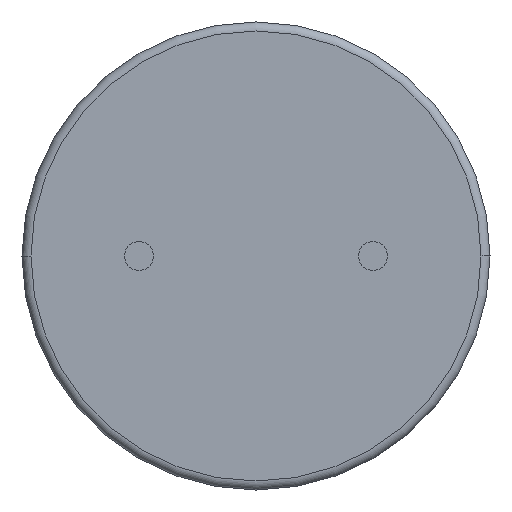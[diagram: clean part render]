
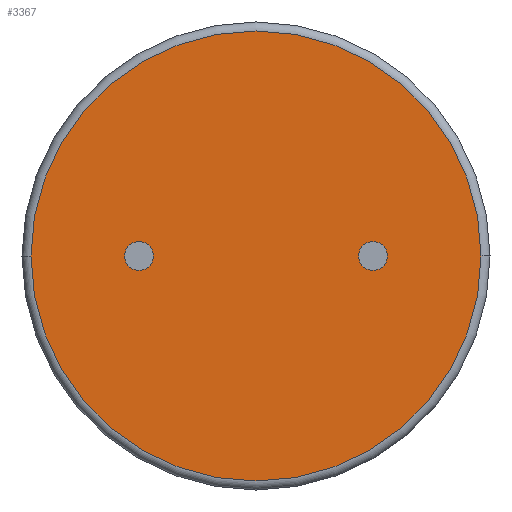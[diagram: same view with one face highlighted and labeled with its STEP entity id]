
A CAD part, front view. The second image highlights one B-rep face of the part: STEP entity #3367.
In plain terms, the highlighted planar face has unit normal (0, -1, 0).
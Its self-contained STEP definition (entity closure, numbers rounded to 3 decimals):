
#24 = VERTEX_POINT ( 'NONE', #4909 ) ;
#286 = AXIS2_PLACEMENT_3D ( 'NONE', #1996, #677, #5492 ) ;
#472 = DIRECTION ( 'NONE',  ( 0., -1., 0. ) ) ;
#615 = CIRCLE ( 'NONE', #6668, 6.25 ) ;
#677 = DIRECTION ( 'NONE',  ( 0., -1., 0. ) ) ;
#841 = CARTESIAN_POINT ( 'NONE',  ( -3.25, 0., 0. ) ) ;
#949 = PLANE ( 'NONE',  #1324 ) ;
#1031 = EDGE_CURVE ( 'NONE', #7007, #2181, #4286, .T. ) ;
#1316 = CARTESIAN_POINT ( 'NONE',  ( -6.25, 0., 0. ) ) ;
#1324 = AXIS2_PLACEMENT_3D ( 'NONE', #1631, #5787, #3444 ) ;
#1418 = DIRECTION ( 'NONE',  ( 0., -1., 0. ) ) ;
#1518 = CARTESIAN_POINT ( 'NONE',  ( 3.25, 0., 0. ) ) ;
#1536 = AXIS2_PLACEMENT_3D ( 'NONE', #1518, #1418, #5730 ) ;
#1631 = CARTESIAN_POINT ( 'NONE',  ( 0., 0., 0. ) ) ;
#1996 = CARTESIAN_POINT ( 'NONE',  ( -3.25, 0., 0. ) ) ;
#2125 = CARTESIAN_POINT ( 'NONE',  ( -2.85, 0., 0. ) ) ;
#2181 = VERTEX_POINT ( 'NONE', #1316 ) ;
#2257 = CARTESIAN_POINT ( 'NONE',  ( 0., 0., 0. ) ) ;
#2326 = AXIS2_PLACEMENT_3D ( 'NONE', #2257, #472, #2897 ) ;
#2897 = DIRECTION ( 'NONE',  ( -1., 0., 0. ) ) ;
#3114 = VERTEX_POINT ( 'NONE', #2125 ) ;
#3171 = EDGE_CURVE ( 'NONE', #3114, #5566, #4067, .T. ) ;
#3223 = DIRECTION ( 'NONE',  ( 0., -1., 0. ) ) ;
#3367 = ADVANCED_FACE ( 'NONE', ( #3970, #7352, #7172 ), #949, .F. ) ;
#3444 = DIRECTION ( 'NONE',  ( -1., 0., 0. ) ) ;
#3600 = CARTESIAN_POINT ( 'NONE',  ( 3.25, 0., 0. ) ) ;
#3623 = DIRECTION ( 'NONE',  ( 0., -1., 0. ) ) ;
#3675 = EDGE_CURVE ( 'NONE', #24, #3889, #6607, .T. ) ;
#3678 = ORIENTED_EDGE ( 'NONE', *, *, #3675, .F. ) ;
#3889 = VERTEX_POINT ( 'NONE', #5519 ) ;
#3890 = DIRECTION ( 'NONE',  ( -1., 0., 0. ) ) ;
#3970 = FACE_OUTER_BOUND ( 'NONE', #6123, .T. ) ;
#3974 = ORIENTED_EDGE ( 'NONE', *, *, #5203, .F. ) ;
#4045 = ORIENTED_EDGE ( 'NONE', *, *, #4633, .F. ) ;
#4067 = CIRCLE ( 'NONE', #4690, 0.4 ) ;
#4281 = CARTESIAN_POINT ( 'NONE',  ( -3.65, 0., 0. ) ) ;
#4286 = CIRCLE ( 'NONE', #2326, 6.25 ) ;
#4633 = EDGE_CURVE ( 'NONE', #5566, #3114, #5745, .T. ) ;
#4690 = AXIS2_PLACEMENT_3D ( 'NONE', #841, #6469, #7080 ) ;
#4909 = CARTESIAN_POINT ( 'NONE',  ( 2.85, 0., 0. ) ) ;
#4912 = CIRCLE ( 'NONE', #1536, 0.4 ) ;
#5203 = EDGE_CURVE ( 'NONE', #3889, #24, #4912, .T. ) ;
#5492 = DIRECTION ( 'NONE',  ( -1., 0., 0. ) ) ;
#5519 = CARTESIAN_POINT ( 'NONE',  ( 3.65, 0., 0. ) ) ;
#5566 = VERTEX_POINT ( 'NONE', #4281 ) ;
#5669 = ORIENTED_EDGE ( 'NONE', *, *, #1031, .T. ) ;
#5730 = DIRECTION ( 'NONE',  ( -1., 0., 0. ) ) ;
#5745 = CIRCLE ( 'NONE', #286, 0.4 ) ;
#5787 = DIRECTION ( 'NONE',  ( 0., 1., 0. ) ) ;
#6013 = DIRECTION ( 'NONE',  ( -1., 0., 0. ) ) ;
#6123 = EDGE_LOOP ( 'NONE', ( #6708, #5669 ) ) ;
#6147 = EDGE_CURVE ( 'NONE', #2181, #7007, #615, .T. ) ;
#6469 = DIRECTION ( 'NONE',  ( 0., -1., 0. ) ) ;
#6607 = CIRCLE ( 'NONE', #6718, 0.4 ) ;
#6668 = AXIS2_PLACEMENT_3D ( 'NONE', #7516, #3223, #3890 ) ;
#6708 = ORIENTED_EDGE ( 'NONE', *, *, #6147, .T. ) ;
#6718 = AXIS2_PLACEMENT_3D ( 'NONE', #3600, #3623, #6013 ) ;
#6804 = EDGE_LOOP ( 'NONE', ( #4045, #7440 ) ) ;
#7007 = VERTEX_POINT ( 'NONE', #7102 ) ;
#7077 = EDGE_LOOP ( 'NONE', ( #3678, #3974 ) ) ;
#7080 = DIRECTION ( 'NONE',  ( -1., 0., 0. ) ) ;
#7102 = CARTESIAN_POINT ( 'NONE',  ( 6.25, 0., 0. ) ) ;
#7172 = FACE_BOUND ( 'NONE', #6804, .T. ) ;
#7352 = FACE_BOUND ( 'NONE', #7077, .T. ) ;
#7440 = ORIENTED_EDGE ( 'NONE', *, *, #3171, .F. ) ;
#7516 = CARTESIAN_POINT ( 'NONE',  ( 0., 0., 0. ) ) ;
